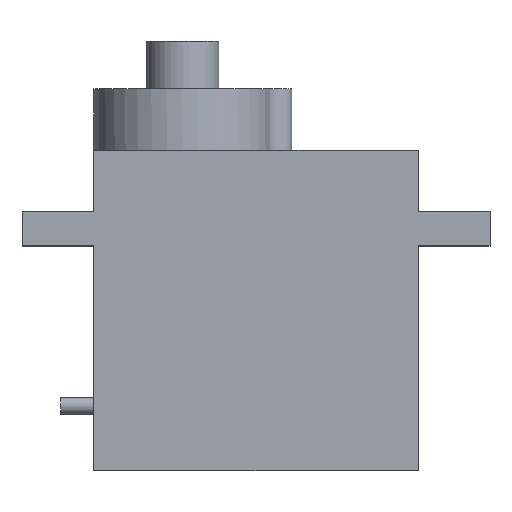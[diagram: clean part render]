
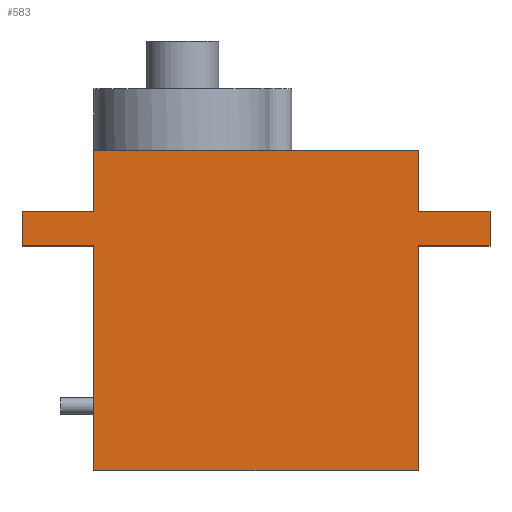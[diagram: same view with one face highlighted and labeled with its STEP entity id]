
A CAD part, top view. The second image highlights one B-rep face of the part: STEP entity #583.
In plain terms, the highlighted planar face has unit normal (0, 0, 1).
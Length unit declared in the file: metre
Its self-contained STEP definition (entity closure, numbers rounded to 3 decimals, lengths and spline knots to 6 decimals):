
#29=LINE('',#882,#90);
#33=LINE('',#893,#94);
#34=LINE('',#895,#95);
#35=LINE('',#897,#96);
#36=LINE('',#899,#97);
#37=LINE('',#901,#98);
#38=LINE('',#903,#99);
#39=LINE('',#905,#100);
#40=LINE('',#906,#101);
#41=LINE('',#908,#102);
#42=LINE('',#910,#103);
#43=LINE('',#912,#104);
#44=LINE('',#914,#105);
#90=VECTOR('',#711,1.);
#94=VECTOR('',#719,1.);
#95=VECTOR('',#722,1.);
#96=VECTOR('',#723,1.);
#97=VECTOR('',#724,1.);
#98=VECTOR('',#725,1.);
#99=VECTOR('',#726,1.);
#100=VECTOR('',#727,1.);
#101=VECTOR('',#728,1.);
#102=VECTOR('',#729,1.);
#103=VECTOR('',#730,1.);
#104=VECTOR('',#731,1.);
#105=VECTOR('',#732,1.);
#161=ORIENTED_EDGE('',*,*,#317,.T.);
#162=ORIENTED_EDGE('',*,*,#323,.F.);
#163=ORIENTED_EDGE('',*,*,#324,.F.);
#164=ORIENTED_EDGE('',*,*,#325,.F.);
#165=ORIENTED_EDGE('',*,*,#326,.T.);
#166=ORIENTED_EDGE('',*,*,#327,.F.);
#167=ORIENTED_EDGE('',*,*,#328,.F.);
#168=ORIENTED_EDGE('',*,*,#322,.F.);
#169=ORIENTED_EDGE('',*,*,#329,.T.);
#170=ORIENTED_EDGE('',*,*,#330,.F.);
#171=ORIENTED_EDGE('',*,*,#331,.F.);
#172=ORIENTED_EDGE('',*,*,#332,.T.);
#173=ORIENTED_EDGE('',*,*,#333,.T.);
#317=EDGE_CURVE('',#399,#397,#29,.T.);
#322=EDGE_CURVE('',#403,#402,#33,.T.);
#323=EDGE_CURVE('',#404,#397,#34,.T.);
#324=EDGE_CURVE('',#405,#404,#35,.T.);
#325=EDGE_CURVE('',#406,#405,#36,.T.);
#326=EDGE_CURVE('',#406,#407,#37,.T.);
#327=EDGE_CURVE('',#408,#407,#38,.T.);
#328=EDGE_CURVE('',#402,#408,#39,.T.);
#329=EDGE_CURVE('',#403,#409,#40,.T.);
#330=EDGE_CURVE('',#410,#409,#41,.T.);
#331=EDGE_CURVE('',#411,#410,#42,.T.);
#332=EDGE_CURVE('',#411,#412,#43,.T.);
#333=EDGE_CURVE('',#412,#399,#44,.T.);
#397=VERTEX_POINT('',#880);
#399=VERTEX_POINT('',#883);
#402=VERTEX_POINT('',#890);
#403=VERTEX_POINT('',#892);
#404=VERTEX_POINT('',#896);
#405=VERTEX_POINT('',#898);
#406=VERTEX_POINT('',#900);
#407=VERTEX_POINT('',#902);
#408=VERTEX_POINT('',#904);
#409=VERTEX_POINT('',#907);
#410=VERTEX_POINT('',#909);
#411=VERTEX_POINT('',#911);
#412=VERTEX_POINT('',#913);
#472=EDGE_LOOP('',(#161,#162,#163,#164,#165,#166,#167,#168,#169,#170,#171,
#172,#173));
#513=FACE_BOUND('',#472,.T.);
#553=PLANE('',#648);
#583=ADVANCED_FACE('',(#513),#553,.F.);
#648=AXIS2_PLACEMENT_3D('',#894,#720,#721);
#711=DIRECTION('',(1.,0.,0.));
#719=DIRECTION('',(1.,0.,0.));
#720=DIRECTION('',(0.,0.,-1.));
#721=DIRECTION('',(-1.,0.,0.));
#722=DIRECTION('',(0.,-1.,0.));
#723=DIRECTION('',(-1.,0.,0.));
#724=DIRECTION('',(0.,-1.,0.));
#725=DIRECTION('',(-1.,0.,0.));
#726=DIRECTION('',(0.,-1.,0.));
#727=DIRECTION('',(1.,0.,0.));
#728=DIRECTION('',(0.,-1.,0.));
#729=DIRECTION('',(1.,0.,0.));
#730=DIRECTION('',(0.,1.,0.));
#731=DIRECTION('',(1.,0.,0.));
#732=DIRECTION('',(0.,-1.,0.));
#880=CARTESIAN_POINT('',(0.0113,0.,0.0062));
#882=CARTESIAN_POINT('',(-0.0113,0.,0.0062));
#883=CARTESIAN_POINT('',(-0.0113,0.,0.0062));
#890=CARTESIAN_POINT('',(-0.0051,0.0223,0.0062));
#892=CARTESIAN_POINT('',(-0.0113,0.0223,0.0062));
#893=CARTESIAN_POINT('',(-0.0113,0.0223,0.0062));
#894=CARTESIAN_POINT('',(-0.0113,0.0223,0.0062));
#895=CARTESIAN_POINT('',(0.0113,0.0223,0.0062));
#896=CARTESIAN_POINT('',(0.0113,0.01565,0.0062));
#897=CARTESIAN_POINT('',(-0.0163,0.01565,0.0062));
#898=CARTESIAN_POINT('',(0.0163,0.01565,0.0062));
#899=CARTESIAN_POINT('',(0.0163,0.01805,0.0062));
#900=CARTESIAN_POINT('',(0.0163,0.01805,0.0062));
#901=CARTESIAN_POINT('',(-0.0113,0.01805,0.0062));
#902=CARTESIAN_POINT('',(0.0113,0.01805,0.0062));
#903=CARTESIAN_POINT('',(0.0113,0.0223,0.0062));
#904=CARTESIAN_POINT('',(0.0113,0.0223,0.0062));
#905=CARTESIAN_POINT('',(-0.0113,0.0223,0.0062));
#906=CARTESIAN_POINT('',(-0.0113,0.0223,0.0062));
#907=CARTESIAN_POINT('',(-0.0113,0.01805,0.0062));
#908=CARTESIAN_POINT('',(-0.0163,0.01805,0.0062));
#909=CARTESIAN_POINT('',(-0.0163,0.01805,0.0062));
#910=CARTESIAN_POINT('',(-0.0163,0.01565,0.0062));
#911=CARTESIAN_POINT('',(-0.0163,0.01565,0.0062));
#912=CARTESIAN_POINT('',(-0.0163,0.01565,0.0062));
#913=CARTESIAN_POINT('',(-0.0113,0.01565,0.0062));
#914=CARTESIAN_POINT('',(-0.0113,0.0223,0.0062));
